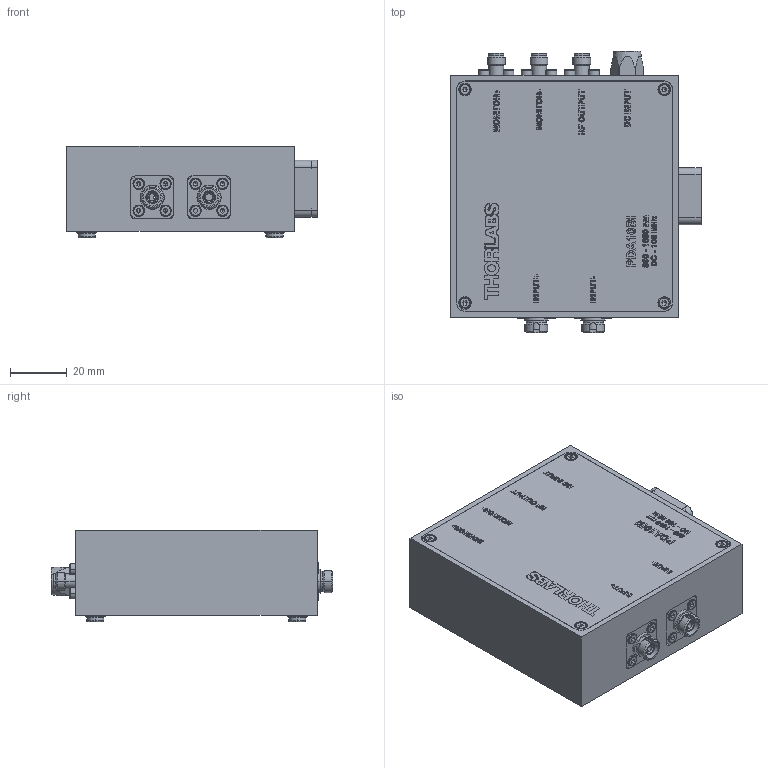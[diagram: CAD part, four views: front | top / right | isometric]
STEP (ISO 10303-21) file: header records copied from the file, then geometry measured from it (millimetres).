
FILE_DESCRIPTION (( 'STEP AP214' ), '1' );
FILE_NAME ('12405-E0W.step', '2007-11-13T05:17:48', ( ' ' ), ( ' ' ), 'SwSTEP 2.0', 'SolidWorks 2007', '' );
FILE_SCHEMA (( 'AUTOMOTIVE_DESIGN' ));
Length unit declared in the file: millimetre
Products named in the file (1): 12405-E0W
Bounding box: 88 x 99 x 32.31 mm (x, y, z)
Surface area: 29335.9 mm2 (no closed solid volume)
Topology: 0 solids, 110 shells, 828 faces, 4133 edges, 3391 vertices
Faces by surface type: plane 426, cylinder 231, bspline 101, cone 54, torus 16
Entity records: 52054 total; most frequent: CARTESIAN_POINT 12577, ORIENTED_EDGE 5592, DIRECTION 5473, EDGE_CURVE 4107, VERTEX_POINT 3391, VECTOR 2551, LINE 2551, AXIS2_PLACEMENT_3D 1461
